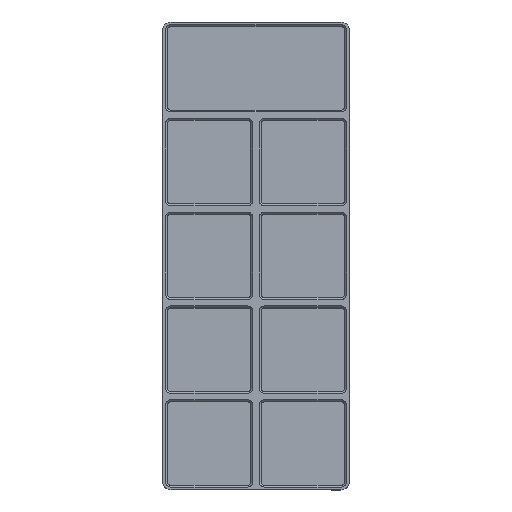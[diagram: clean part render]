
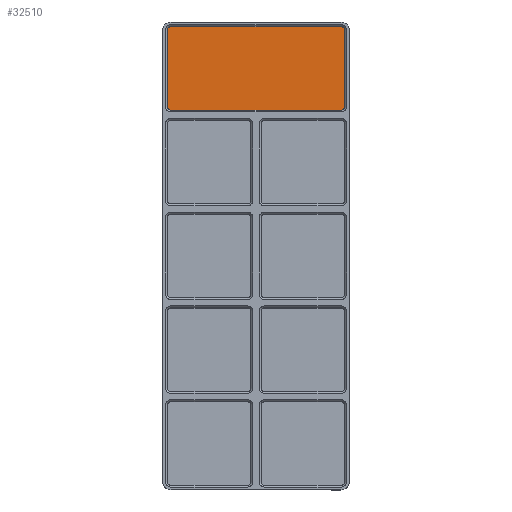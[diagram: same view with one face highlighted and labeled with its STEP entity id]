
A CAD part, top view. The second image highlights one B-rep face of the part: STEP entity #32510.
In plain terms, the highlighted planar face has unit normal (0, 0, 1).
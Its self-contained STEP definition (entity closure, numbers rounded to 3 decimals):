
#14950=CARTESIAN_POINT('',(213.85,254.25,7.));
#14960=VERTEX_POINT('',#14950);
#14990=CARTESIAN_POINT('',(247.,254.25,7.));
#15000=DIRECTION('',(-1.,0.,0.));
#15010=VECTOR('',#15000,1.);
#15020=LINE('',#14990,#15010);
#15030=CARTESIAN_POINT('',(290.15,254.25,7.));
#15040=VERTEX_POINT('',#15030);
#15050=EDGE_CURVE('',#15040,#14960,#15020,.T.);
#22350=CARTESIAN_POINT('',(291.75,289.,7.));
#22360=DIRECTION('',(0.,-1.,0.));
#22370=VECTOR('',#22360,1.);
#22380=LINE('',#22350,#22370);
#22390=CARTESIAN_POINT('',(291.75,290.15,7.));
#22400=VERTEX_POINT('',#22390);
#22410=CARTESIAN_POINT('',(291.75,255.85,7.));
#22420=VERTEX_POINT('',#22410);
#22430=EDGE_CURVE('',#22400,#22420,#22380,.T.);
#30430=CARTESIAN_POINT('',(212.25,255.85,7.));
#30440=VERTEX_POINT('',#30430);
#30470=CARTESIAN_POINT('',(213.85,255.85,7.));
#30480=DIRECTION('',(0.,0.,-1.));
#30490=DIRECTION('',(-1.,0.,0.));
#30500=AXIS2_PLACEMENT_3D('',#30470,#30480,#30490);
#30510=CIRCLE('',#30500,1.6);
#30520=EDGE_CURVE('',#14960,#30440,#30510,.T.);
#31530=CARTESIAN_POINT('',(290.15,291.75,7.));
#31540=VERTEX_POINT('',#31530);
#31570=CARTESIAN_POINT('',(257.,291.75,7.));
#31580=DIRECTION('',(1.,0.,0.));
#31590=VECTOR('',#31580,1.);
#31600=LINE('',#31570,#31590);
#31610=CARTESIAN_POINT('',(213.85,291.75,7.));
#31620=VERTEX_POINT('',#31610);
#31630=EDGE_CURVE('',#31620,#31540,#31600,.T.);
#31920=CARTESIAN_POINT('',(213.85,290.15,7.));
#31930=DIRECTION('',(0.,0.,-1.));
#31940=DIRECTION('',(-1.,0.,0.));
#31950=AXIS2_PLACEMENT_3D('',#31920,#31930,#31940);
#31960=CIRCLE('',#31950,1.6);
#31970=CARTESIAN_POINT('',(212.25,290.15,7.));
#31980=VERTEX_POINT('',#31970);
#31990=EDGE_CURVE('',#31980,#31620,#31960,.T.);
#32190=CARTESIAN_POINT('',(231.,273.,7.));
#32200=DIRECTION('',(0.,0.,1.));
#32210=DIRECTION('',(1.,0.,0.));
#32220=AXIS2_PLACEMENT_3D('',#32190,#32200,#32210);
#32230=PLANE('',#32220);
#32240=ORIENTED_EDGE('',*,*,#31990,.F.);
#32250=ORIENTED_EDGE('',*,*,#31630,.F.);
#32260=CARTESIAN_POINT('',(290.15,290.15,7.));
#32270=DIRECTION('',(0.,0.,-1.));
#32280=DIRECTION('',(-1.,0.,0.));
#32290=AXIS2_PLACEMENT_3D('',#32260,#32270,#32280);
#32300=CIRCLE('',#32290,1.6);
#32310=EDGE_CURVE('',#31540,#22400,#32300,.T.);
#32320=ORIENTED_EDGE('',*,*,#32310,.F.);
#32330=ORIENTED_EDGE('',*,*,#22430,.F.);
#32340=CARTESIAN_POINT('',(290.15,255.85,7.));
#32350=DIRECTION('',(0.,0.,-1.));
#32360=DIRECTION('',(-1.,0.,0.));
#32370=AXIS2_PLACEMENT_3D('',#32340,#32350,#32360);
#32380=CIRCLE('',#32370,1.6);
#32390=EDGE_CURVE('',#22420,#15040,#32380,.T.);
#32400=ORIENTED_EDGE('',*,*,#32390,.F.);
#32410=ORIENTED_EDGE('',*,*,#15050,.F.);
#32420=ORIENTED_EDGE('',*,*,#30520,.F.);
#32430=CARTESIAN_POINT('',(212.25,257.,7.));
#32440=DIRECTION('',(0.,1.,0.));
#32450=VECTOR('',#32440,1.);
#32460=LINE('',#32430,#32450);
#32470=EDGE_CURVE('',#30440,#31980,#32460,.T.);
#32480=ORIENTED_EDGE('',*,*,#32470,.F.);
#32490=EDGE_LOOP('',(#32480,#32420,#32410,#32400,#32330,#32320,#32250,
#32240));
#32500=FACE_OUTER_BOUND('',#32490,.T.);
#32510=ADVANCED_FACE('',(#32500),#32230,.T.);
